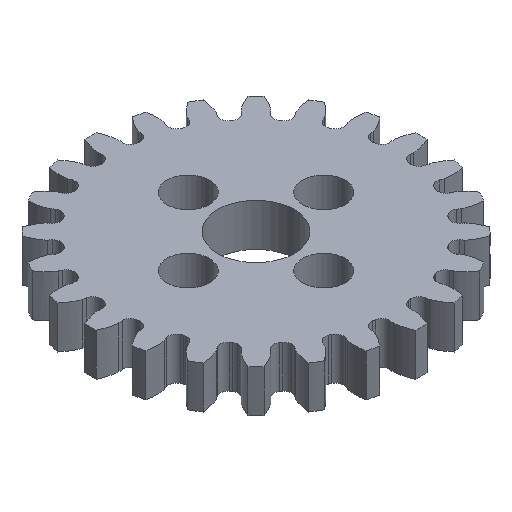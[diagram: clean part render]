
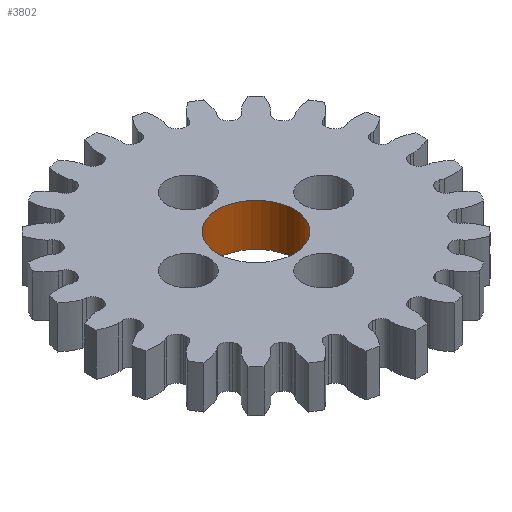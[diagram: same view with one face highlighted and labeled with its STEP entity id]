
A CAD part, isometric view. The second image highlights one B-rep face of the part: STEP entity #3802.
In plain terms, the highlighted cylindrical face has radius 4.5 mm (diameter 9 mm), a full revolution.
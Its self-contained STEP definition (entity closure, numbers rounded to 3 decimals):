
#254=FACE_OUTER_BOUND('',#465,.T.);
#465=EDGE_LOOP('',(#2516,#2517,#2518,#2519));
#678=LINE('',#5499,#975);
#975=VECTOR('',#4462,4.5);
#1280=CIRCLE('',#4043,4.5);
#1281=CIRCLE('',#4044,4.5);
#1490=VERTEX_POINT('',#5496);
#1491=VERTEX_POINT('',#5498);
#1899=EDGE_CURVE('',#1490,#1490,#1280,.T.);
#1900=EDGE_CURVE('',#1490,#1491,#678,.T.);
#1901=EDGE_CURVE('',#1491,#1491,#1281,.T.);
#2516=ORIENTED_EDGE('',*,*,#1899,.F.);
#2517=ORIENTED_EDGE('',*,*,#1900,.T.);
#2518=ORIENTED_EDGE('',*,*,#1901,.F.);
#2519=ORIENTED_EDGE('',*,*,#1900,.F.);
#3693=CYLINDRICAL_SURFACE('',#4042,4.5);
#3802=ADVANCED_FACE('',(#254),#3693,.F.);
#4042=AXIS2_PLACEMENT_3D('',#5495,#4458,#4459);
#4043=AXIS2_PLACEMENT_3D('',#5497,#4460,#4461);
#4044=AXIS2_PLACEMENT_3D('',#5500,#4463,#4464);
#4458=DIRECTION('center_axis',(0.,0.,-1.));
#4459=DIRECTION('ref_axis',(-1.,0.,0.));
#4460=DIRECTION('center_axis',(0.,0.,-1.));
#4461=DIRECTION('ref_axis',(-1.,0.,0.));
#4462=DIRECTION('',(0.,0.,-1.));
#4463=DIRECTION('center_axis',(0.,0.,1.));
#4464=DIRECTION('ref_axis',(-1.,0.,0.));
#5495=CARTESIAN_POINT('Origin',(0.,0.,
5.));
#5496=CARTESIAN_POINT('',(4.5,0.,5.));
#5497=CARTESIAN_POINT('Origin',(0.,0.,
5.));
#5498=CARTESIAN_POINT('',(4.5,0.,0.));
#5499=CARTESIAN_POINT('',(4.5,0.,5.));
#5500=CARTESIAN_POINT('Origin',(0.,0.,
0.));
